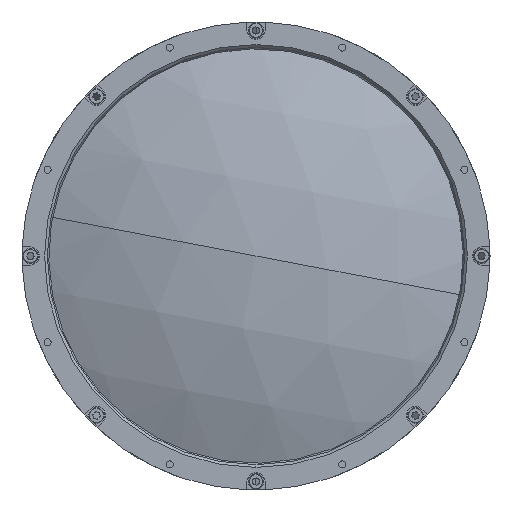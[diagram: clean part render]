
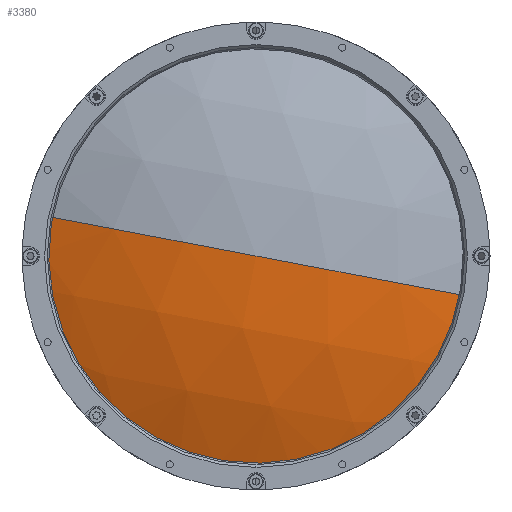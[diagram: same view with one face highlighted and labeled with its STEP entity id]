
A CAD part, left-side view. The second image highlights one B-rep face of the part: STEP entity #3380.
In plain terms, the highlighted spherical face has radius 192.8 mm.
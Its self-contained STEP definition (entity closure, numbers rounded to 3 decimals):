
#367 = DIRECTION ( 'NONE',  ( 0., -0.187, 0.982 ) ) ;
#1391 = DIRECTION ( 'NONE',  ( -1., 0., 0. ) ) ;
#1984 = CARTESIAN_POINT ( 'NONE',  ( 190.2, 0., 0. ) ) ;
#2435 = EDGE_CURVE ( 'NONE', #14168, #18474, #19459, .T. ) ;
#3380 = ADVANCED_FACE ( 'NONE', ( #10096 ), #18948, .T. ) ;
#3522 = DIRECTION ( 'NONE',  ( 0., 0.982, 0.187 ) ) ;
#4597 = AXIS2_PLACEMENT_3D ( 'NONE', #1984, #12871, #3522 ) ;
#5301 = ORIENTED_EDGE ( 'NONE', *, *, #10893, .T. ) ;
#6953 = AXIS2_PLACEMENT_3D ( 'NONE', #17146, #12441, #15632 ) ;
#7431 = CARTESIAN_POINT ( 'NONE',  ( 13.011, -74.665, -14.182 ) ) ;
#8513 = VERTEX_POINT ( 'NONE', #7431 ) ;
#9376 = CIRCLE ( 'NONE', #4597, 192.8 ) ;
#9667 = CARTESIAN_POINT ( 'NONE',  ( 190.2, 0., 0. ) ) ;
#9904 = EDGE_LOOP ( 'NONE', ( #17981, #5301, #13014 ) ) ;
#10096 = FACE_OUTER_BOUND ( 'NONE', #9904, .T. ) ;
#10710 = CARTESIAN_POINT ( 'NONE',  ( 13.011, 0., 0. ) ) ;
#10893 = EDGE_CURVE ( 'NONE', #8513, #18474, #9376, .T. ) ;
#11222 = DIRECTION ( 'NONE',  ( 0., -0.982, -0.187 ) ) ;
#12263 = DIRECTION ( 'NONE',  ( 0., 0.187, -0.982 ) ) ;
#12441 = DIRECTION ( 'NONE',  ( 0., 0.187, -0.982 ) ) ;
#12657 = AXIS2_PLACEMENT_3D ( 'NONE', #9667, #367, #11222 ) ;
#12684 = AXIS2_PLACEMENT_3D ( 'NONE', #10710, #1391, #12263 ) ;
#12871 = DIRECTION ( 'NONE',  ( 0., 0.187, -0.982 ) ) ;
#13014 = ORIENTED_EDGE ( 'NONE', *, *, #2435, .F. ) ;
#13147 = CARTESIAN_POINT ( 'NONE',  ( 13.011, 74.665, 14.182 ) ) ;
#14168 = VERTEX_POINT ( 'NONE', #13147 ) ;
#14544 = CARTESIAN_POINT ( 'NONE',  ( -2.6, 0., 0. ) ) ;
#15632 = DIRECTION ( 'NONE',  ( 0., 0.982, 0.187 ) ) ;
#17146 = CARTESIAN_POINT ( 'NONE',  ( 190.2, 0., 0. ) ) ;
#17981 = ORIENTED_EDGE ( 'NONE', *, *, #20263, .T. ) ;
#18474 = VERTEX_POINT ( 'NONE', #14544 ) ;
#18948 = SPHERICAL_SURFACE ( 'NONE', #6953, 192.8 ) ;
#19459 = CIRCLE ( 'NONE', #12657, 192.8 ) ;
#20133 = CIRCLE ( 'NONE', #12684, 76. ) ;
#20263 = EDGE_CURVE ( 'NONE', #14168, #8513, #20133, .T. ) ;
